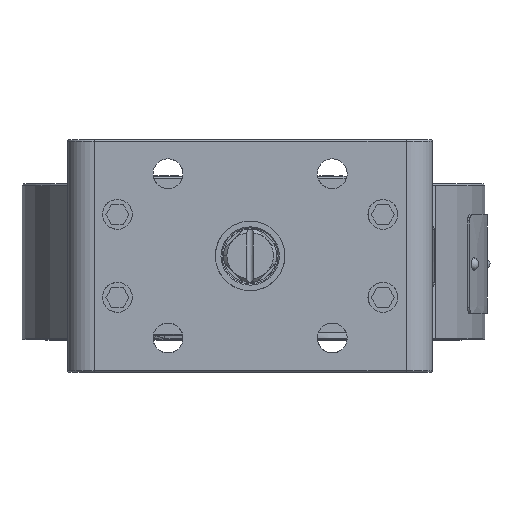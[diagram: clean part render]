
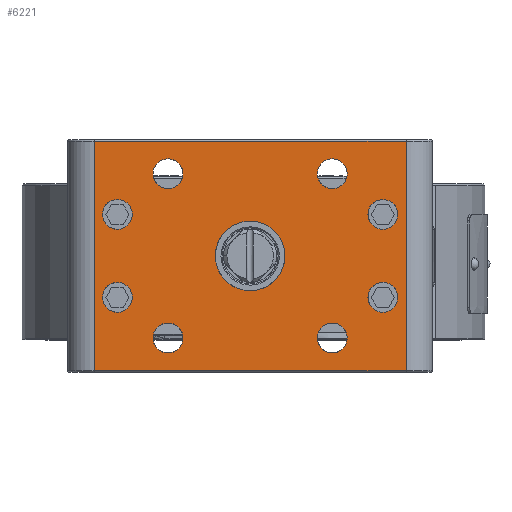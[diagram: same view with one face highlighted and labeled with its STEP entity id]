
A CAD part, top view. The second image highlights one B-rep face of the part: STEP entity #6221.
In plain terms, the highlighted planar face has unit normal (0, 0, 1).
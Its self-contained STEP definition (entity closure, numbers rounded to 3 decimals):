
#5195=CARTESIAN_POINT('',(-48.,-34.612,173.5));
#5196=VERTEX_POINT('',#5195);
#5204=CARTESIAN_POINT('',(-48.,34.612,173.5));
#5205=VERTEX_POINT('',#5204);
#5206=CARTESIAN_POINT('',(-48.,-34.612,173.5));
#5207=DIRECTION('',(0.,1.,-0.));
#5208=VECTOR('',#5207,69.224);
#5209=LINE('',#5206,#5208);
#5210=EDGE_CURVE('',#5196,#5205,#5209,.T.);
#6040=CARTESIAN_POINT('',(46.,-34.612,173.5));
#6041=VERTEX_POINT('',#6040);
#6042=CARTESIAN_POINT('',(46.,34.612,173.5));
#6043=VERTEX_POINT('',#6042);
#6044=CARTESIAN_POINT('',(46.,-34.612,173.5));
#6045=DIRECTION('',(0.,1.,-0.));
#6046=VECTOR('',#6045,69.224);
#6047=LINE('',#6044,#6046);
#6048=EDGE_CURVE('',#6041,#6043,#6047,.T.);
#6101=CARTESIAN_POINT('',(-56.,-35.,173.5));
#6102=DIRECTION('',(0.,-0.,-1.));
#6103=DIRECTION('',(1.,0.,0.));
#6104=AXIS2_PLACEMENT_3D('',#6101,#6102,#6103);
#6105=PLANE('',#6104);
#6106=CARTESIAN_POINT('',(39.,17.,173.5));
#6107=VERTEX_POINT('',#6106);
#6108=CARTESIAN_POINT('',(39.,12.5,173.5));
#6109=DIRECTION('',(0.,-0.,-1.));
#6110=DIRECTION('',(0.,1.,-0.));
#6111=AXIS2_PLACEMENT_3D('',#6108,#6109,#6110);
#6112=CIRCLE('',#6111,4.5);
#6113=EDGE_CURVE('NONE',#6107,#6107,#6112,.T.);
#6114=ORIENTED_EDGE('',*,*,#6113,.T.);
#6115=EDGE_LOOP('',(#6114));
#6116=FACE_BOUND('',#6115,.T.);
#6117=CARTESIAN_POINT('',(39.,-8.,173.5));
#6118=VERTEX_POINT('',#6117);
#6119=CARTESIAN_POINT('',(39.,-12.5,173.5));
#6120=DIRECTION('',(0.,-0.,-1.));
#6121=DIRECTION('',(0.,1.,-0.));
#6122=AXIS2_PLACEMENT_3D('',#6119,#6120,#6121);
#6123=CIRCLE('',#6122,4.5);
#6124=EDGE_CURVE('NONE',#6118,#6118,#6123,.T.);
#6125=ORIENTED_EDGE('',*,*,#6124,.T.);
#6126=EDGE_LOOP('',(#6125));
#6127=FACE_BOUND('',#6126,.T.);
#6128=CARTESIAN_POINT('',(-41.,17.,173.5));
#6129=VERTEX_POINT('',#6128);
#6130=CARTESIAN_POINT('',(-41.,12.5,173.5));
#6131=DIRECTION('',(0.,-0.,-1.));
#6132=DIRECTION('',(0.,1.,-0.));
#6133=AXIS2_PLACEMENT_3D('',#6130,#6131,#6132);
#6134=CIRCLE('',#6133,4.5);
#6135=EDGE_CURVE('NONE',#6129,#6129,#6134,.T.);
#6136=ORIENTED_EDGE('',*,*,#6135,.T.);
#6137=EDGE_LOOP('',(#6136));
#6138=FACE_BOUND('',#6137,.T.);
#6139=CARTESIAN_POINT('',(-41.,-8.,173.5));
#6140=VERTEX_POINT('',#6139);
#6141=CARTESIAN_POINT('',(-41.,-12.5,173.5));
#6142=DIRECTION('',(0.,-0.,-1.));
#6143=DIRECTION('',(0.,1.,-0.));
#6144=AXIS2_PLACEMENT_3D('',#6141,#6142,#6143);
#6145=CIRCLE('',#6144,4.5);
#6146=EDGE_CURVE('NONE',#6140,#6140,#6145,.T.);
#6147=ORIENTED_EDGE('',*,*,#6146,.T.);
#6148=EDGE_LOOP('',(#6147));
#6149=FACE_BOUND('',#6148,.T.);
#6150=CARTESIAN_POINT('',(-30.249,-24.749,173.5));
#6151=VERTEX_POINT('',#6150);
#6152=CARTESIAN_POINT('',(-25.749,-24.749,173.5));
#6153=DIRECTION('',(-0.,0.,1.));
#6154=DIRECTION('',(-1.,-0.,-0.));
#6155=AXIS2_PLACEMENT_3D('',#6152,#6153,#6154);
#6156=CIRCLE('',#6155,4.5);
#6157=EDGE_CURVE('NONE',#6151,#6151,#6156,.T.);
#6158=ORIENTED_EDGE('',*,*,#6157,.F.);
#6159=EDGE_LOOP('',(#6158));
#6160=FACE_BOUND('',#6159,.T.);
#6161=CARTESIAN_POINT('',(19.249,-24.749,173.5));
#6162=VERTEX_POINT('',#6161);
#6163=CARTESIAN_POINT('',(23.749,-24.749,173.5));
#6164=DIRECTION('',(-0.,0.,1.));
#6165=DIRECTION('',(-1.,-0.,-0.));
#6166=AXIS2_PLACEMENT_3D('',#6163,#6164,#6165);
#6167=CIRCLE('',#6166,4.5);
#6168=EDGE_CURVE('NONE',#6162,#6162,#6167,.T.);
#6169=ORIENTED_EDGE('',*,*,#6168,.F.);
#6170=EDGE_LOOP('',(#6169));
#6171=FACE_BOUND('',#6170,.T.);
#6172=CARTESIAN_POINT('',(19.249,24.749,173.5));
#6173=VERTEX_POINT('',#6172);
#6174=CARTESIAN_POINT('',(23.749,24.749,173.5));
#6175=DIRECTION('',(-0.,0.,1.));
#6176=DIRECTION('',(-1.,-0.,-0.));
#6177=AXIS2_PLACEMENT_3D('',#6174,#6175,#6176);
#6178=CIRCLE('',#6177,4.5);
#6179=EDGE_CURVE('NONE',#6173,#6173,#6178,.T.);
#6180=ORIENTED_EDGE('',*,*,#6179,.F.);
#6181=EDGE_LOOP('',(#6180));
#6182=FACE_BOUND('',#6181,.T.);
#6183=CARTESIAN_POINT('',(-30.249,24.749,173.5));
#6184=VERTEX_POINT('',#6183);
#6185=CARTESIAN_POINT('',(-25.749,24.749,173.5));
#6186=DIRECTION('',(-0.,0.,1.));
#6187=DIRECTION('',(-1.,-0.,-0.));
#6188=AXIS2_PLACEMENT_3D('',#6185,#6186,#6187);
#6189=CIRCLE('',#6188,4.5);
#6190=EDGE_CURVE('NONE',#6184,#6184,#6189,.T.);
#6191=ORIENTED_EDGE('',*,*,#6190,.F.);
#6192=EDGE_LOOP('',(#6191));
#6193=FACE_BOUND('',#6192,.T.);
#6194=CARTESIAN_POINT('',(-11.5,0.,173.5));
#6195=VERTEX_POINT('',#6194);
#6196=CARTESIAN_POINT('',(-1.,0.,173.5));
#6197=DIRECTION('',(-0.,0.,1.));
#6198=DIRECTION('',(-1.,-0.,-0.));
#6199=AXIS2_PLACEMENT_3D('',#6196,#6197,#6198);
#6200=CIRCLE('',#6199,10.5);
#6201=EDGE_CURVE('NONE',#6195,#6195,#6200,.T.);
#6202=ORIENTED_EDGE('',*,*,#6201,.F.);
#6203=EDGE_LOOP('',(#6202));
#6204=FACE_BOUND('',#6203,.T.);
#6205=ORIENTED_EDGE('',*,*,#5210,.F.);
#6206=CARTESIAN_POINT('',(-48.,-34.612,173.5));
#6207=DIRECTION('',(1.,0.,0.));
#6208=VECTOR('',#6207,94.);
#6209=LINE('',#6206,#6208);
#6210=EDGE_CURVE('',#5196,#6041,#6209,.T.);
#6211=ORIENTED_EDGE('',*,*,#6210,.T.);
#6212=ORIENTED_EDGE('',*,*,#6048,.T.);
#6213=CARTESIAN_POINT('',(46.,34.612,173.5));
#6214=DIRECTION('',(-1.,-0.,-0.));
#6215=VECTOR('',#6214,94.);
#6216=LINE('',#6213,#6215);
#6217=EDGE_CURVE('',#6043,#5205,#6216,.T.);
#6218=ORIENTED_EDGE('',*,*,#6217,.T.);
#6219=EDGE_LOOP('',(#6205,#6211,#6212,#6218));
#6220=FACE_BOUND('',#6219,.T.);
#6221=ADVANCED_FACE('NONE',(#6116,#6127,#6138,#6149,#6160,#6171,#6182,#6193,#6204,#6220),#6105,.F.);
